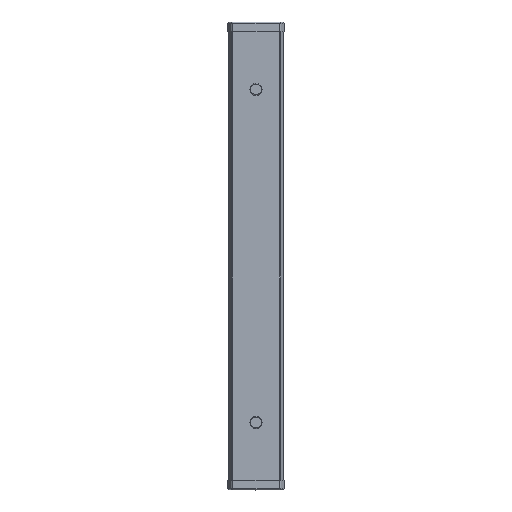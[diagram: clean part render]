
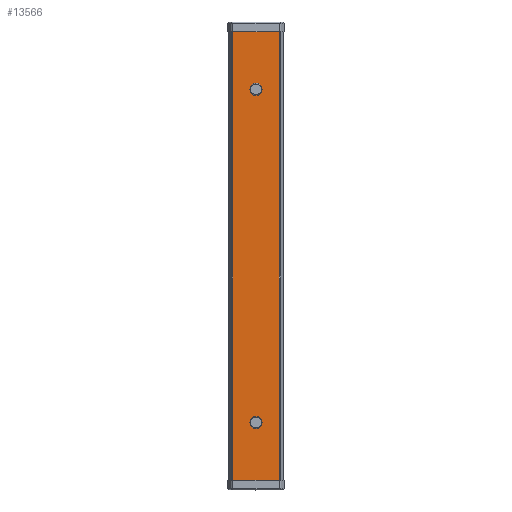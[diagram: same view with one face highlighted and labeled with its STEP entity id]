
A CAD part, top view. The second image highlights one B-rep face of the part: STEP entity #13566.
In plain terms, the highlighted planar face has unit normal (0, 0, 1).
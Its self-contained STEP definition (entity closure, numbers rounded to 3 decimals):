
#106 = EDGE_CURVE ( 'NONE', #14358, #17027, #16409, .T. ) ;
#448 = LINE ( 'NONE', #12158, #17046 ) ;
#482 = CARTESIAN_POINT ( 'NONE',  ( 59.144, 589.5, -6.103 ) ) ;
#491 = EDGE_LOOP ( 'NONE', ( #2086, #12394, #15988, #18489 ) ) ;
#620 = CARTESIAN_POINT ( 'NONE',  ( 59.144, -600.5, -6.103 ) ) ;
#812 = CARTESIAN_POINT ( 'NONE',  ( 59.144, -600.5, -6.103 ) ) ;
#1398 = B_SPLINE_CURVE_WITH_KNOTS ( 'NONE', 3,
 ( #13632, #7738, #10568, #482 ),
 .UNSPECIFIED., .F., .F.,
 ( 4, 4 ),
 ( 0., 1. ),
 .UNSPECIFIED. ) ;
#1739 = CARTESIAN_POINT ( 'NONE',  ( 59.144, -600.5, -6.103 ) ) ;
#1785 = FACE_OUTER_BOUND ( 'NONE', #491, .T. ) ;
#2086 = ORIENTED_EDGE ( 'NONE', *, *, #3486, .F. ) ;
#3486 = EDGE_CURVE ( 'NONE', #7769, #14352, #1398, .T. ) ;
#3745 = DIRECTION ( 'NONE',  ( 0., 0., -1. ) ) ;
#4573 = VECTOR ( 'NONE', #4702, 1000. ) ;
#4654 = DIRECTION ( 'NONE',  ( 1., 0., 0. ) ) ;
#4667 = EDGE_CURVE ( 'NONE', #16753, #16753, #7351, .T. ) ;
#4702 = DIRECTION ( 'NONE',  ( 0., 1., 0. ) ) ;
#5022 = CIRCLE ( 'NONE', #15741, 15.591 ) ;
#5095 = CARTESIAN_POINT ( 'NONE',  ( 19.715, -600.5, -6.103 ) ) ;
#5584 = CARTESIAN_POINT ( 'NONE',  ( 0., -432.5, -6.103 ) ) ;
#6774 = VERTEX_POINT ( 'NONE', #17161 ) ;
#7072 = CARTESIAN_POINT ( 'NONE',  ( -59.144, 589.5, -6.103 ) ) ;
#7215 = EDGE_LOOP ( 'NONE', ( #9931 ) ) ;
#7351 = CIRCLE ( 'NONE', #16558, 15.591 ) ;
#7738 = CARTESIAN_POINT ( 'NONE',  ( -19.715, 589.5, -6.103 ) ) ;
#7769 = VERTEX_POINT ( 'NONE', #7072 ) ;
#8185 = EDGE_CURVE ( 'NONE', #6774, #6774, #5022, .T. ) ;
#9146 = PLANE ( 'NONE',  #11365 ) ;
#9643 = CARTESIAN_POINT ( 'NONE',  ( 15.591, 421.5, -6.103 ) ) ;
#9931 = ORIENTED_EDGE ( 'NONE', *, *, #8185, .T. ) ;
#10061 = EDGE_CURVE ( 'NONE', #7769, #14358, #448, .T. ) ;
#10385 = LINE ( 'NONE', #1739, #4573 ) ;
#10568 = CARTESIAN_POINT ( 'NONE',  ( 19.715, 589.5, -6.103 ) ) ;
#10700 = DIRECTION ( 'NONE',  ( 0., 0., 1. ) ) ;
#10819 = DIRECTION ( 'NONE',  ( 1., 0., 0. ) ) ;
#10893 = DIRECTION ( 'NONE',  ( 0., -1., 0. ) ) ;
#11189 = CARTESIAN_POINT ( 'NONE',  ( 59.144, 589.5, -6.103 ) ) ;
#11252 = DIRECTION ( 'NONE',  ( 1., 0., 0. ) ) ;
#11365 = AXIS2_PLACEMENT_3D ( 'NONE', #17801, #10700, #4654 ) ;
#11593 = EDGE_CURVE ( 'NONE', #17027, #14352, #10385, .T. ) ;
#12143 = CARTESIAN_POINT ( 'NONE',  ( -59.144, -600.5, -6.103 ) ) ;
#12158 = CARTESIAN_POINT ( 'NONE',  ( -59.144, 589.5, -6.103 ) ) ;
#12174 = DIRECTION ( 'NONE',  ( 0., 0., -1. ) ) ;
#12394 = ORIENTED_EDGE ( 'NONE', *, *, #10061, .T. ) ;
#13566 = ADVANCED_FACE ( 'NONE', ( #14903, #16258, #1785 ), #9146, .T. ) ;
#13632 = CARTESIAN_POINT ( 'NONE',  ( -59.144, 589.5, -6.103 ) ) ;
#14352 = VERTEX_POINT ( 'NONE', #11189 ) ;
#14358 = VERTEX_POINT ( 'NONE', #17048 ) ;
#14903 = FACE_BOUND ( 'NONE', #7215, .T. ) ;
#15031 = CARTESIAN_POINT ( 'NONE',  ( 0., 421.5, -6.103 ) ) ;
#15428 = ORIENTED_EDGE ( 'NONE', *, *, #4667, .T. ) ;
#15741 = AXIS2_PLACEMENT_3D ( 'NONE', #5584, #3745, #11252 ) ;
#15988 = ORIENTED_EDGE ( 'NONE', *, *, #106, .T. ) ;
#16258 = FACE_BOUND ( 'NONE', #17713, .T. ) ;
#16409 = B_SPLINE_CURVE_WITH_KNOTS ( 'NONE', 3,
 ( #12143, #16626, #5095, #812 ),
 .UNSPECIFIED., .F., .F.,
 ( 4, 4 ),
 ( 0., 1. ),
 .UNSPECIFIED. ) ;
#16558 = AXIS2_PLACEMENT_3D ( 'NONE', #15031, #12174, #10819 ) ;
#16626 = CARTESIAN_POINT ( 'NONE',  ( -19.715, -600.5, -6.103 ) ) ;
#16753 = VERTEX_POINT ( 'NONE', #9643 ) ;
#17027 = VERTEX_POINT ( 'NONE', #620 ) ;
#17046 = VECTOR ( 'NONE', #10893, 1000. ) ;
#17048 = CARTESIAN_POINT ( 'NONE',  ( -59.144, -600.5, -6.103 ) ) ;
#17161 = CARTESIAN_POINT ( 'NONE',  ( 15.591, -432.5, -6.103 ) ) ;
#17713 = EDGE_LOOP ( 'NONE', ( #15428 ) ) ;
#17801 = CARTESIAN_POINT ( 'NONE',  ( -58.413, 274.5, -6.103 ) ) ;
#18489 = ORIENTED_EDGE ( 'NONE', *, *, #11593, .T. ) ;
